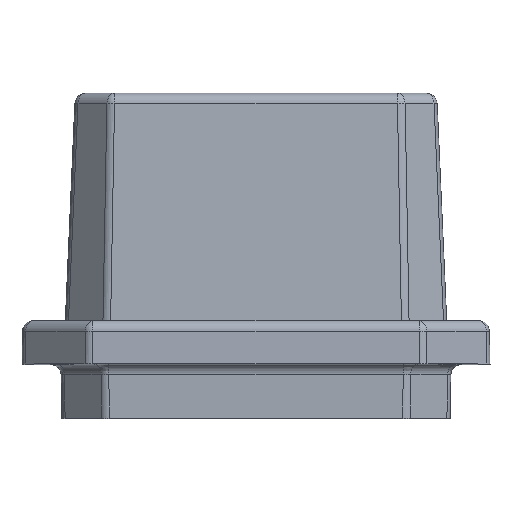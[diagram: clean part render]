
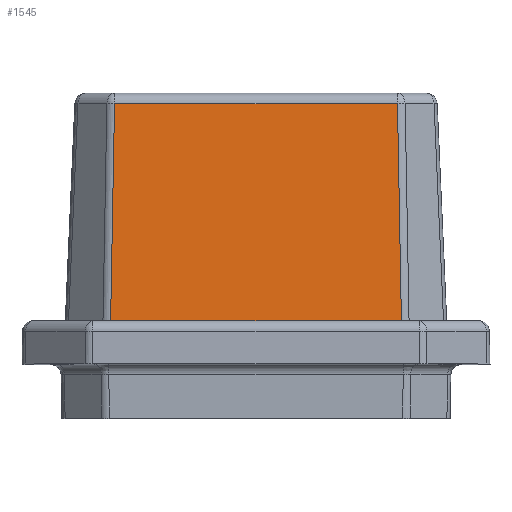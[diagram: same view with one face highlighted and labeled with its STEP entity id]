
A CAD part, top view. The second image highlights one B-rep face of the part: STEP entity #1545.
In plain terms, the highlighted planar face has unit normal (0, 0.044, 0.999).
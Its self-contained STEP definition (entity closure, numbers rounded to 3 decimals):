
#21 = EDGE_CURVE ( 'NONE', #2201, #2120, #1298, .T. ) ;
#577 = CARTESIAN_POINT ( 'NONE',  ( -14.735, 83.261, -10.819 ) ) ;
#600 = DIRECTION ( 'NONE',  ( -1., 0., 0. ) ) ;
#697 = CARTESIAN_POINT ( 'NONE',  ( -21.355, 78.25, -10.6 ) ) ;
#698 = EDGE_CURVE ( 'NONE', #1458, #2558, #2818, .T. ) ;
#750 = EDGE_CURVE ( 'NONE', #2201, #1458, #2355, .T. ) ;
#786 = CARTESIAN_POINT ( 'NONE',  ( -21.353, 78.374, -10.605 ) ) ;
#901 = VECTOR ( 'NONE', #3343, 1000. ) ;
#1091 = DIRECTION ( 'NONE',  ( 0., -0.999, 0.044 ) ) ;
#1252 = ORIENTED_EDGE ( 'NONE', *, *, #1707, .T. ) ;
#1278 = AXIS2_PLACEMENT_3D ( 'NONE', #2769, #2857, #1091 ) ;
#1298 = LINE ( 'NONE', #1426, #3500 ) ;
#1308 = CARTESIAN_POINT ( 'NONE',  ( -14.5, 83.261, -10.819 ) ) ;
#1312 = DIRECTION ( 'NONE',  ( -0.018, -0.999, 0.044 ) ) ;
#1426 = CARTESIAN_POINT ( 'NONE',  ( -14.5, 78.25, -10.6 ) ) ;
#1458 = VERTEX_POINT ( 'NONE', #577 ) ;
#1545 = ADVANCED_FACE ( 'NONE', ( #3336 ), #3289, .T. ) ;
#1644 = CARTESIAN_POINT ( 'NONE',  ( -14.645, 78.247, -10.6 ) ) ;
#1707 = EDGE_CURVE ( 'NONE', #2558, #2120, #2803, .T. ) ;
#1931 = DIRECTION ( 'NONE',  ( -1., 0., 0. ) ) ;
#2000 = ORIENTED_EDGE ( 'NONE', *, *, #698, .T. ) ;
#2030 = VECTOR ( 'NONE', #1312, 1000. ) ;
#2039 = CARTESIAN_POINT ( 'NONE',  ( -14.645, 78.25, -10.6 ) ) ;
#2089 = EDGE_LOOP ( 'NONE', ( #2814, #3204, #2000, #1252 ) ) ;
#2120 = VERTEX_POINT ( 'NONE', #697 ) ;
#2201 = VERTEX_POINT ( 'NONE', #2039 ) ;
#2355 = LINE ( 'NONE', #1644, #901 ) ;
#2412 = CARTESIAN_POINT ( 'NONE',  ( -21.265, 83.261, -10.819 ) ) ;
#2558 = VERTEX_POINT ( 'NONE', #2412 ) ;
#2769 = CARTESIAN_POINT ( 'NONE',  ( -14.5, 78.25, -10.6 ) ) ;
#2803 = LINE ( 'NONE', #786, #2030 ) ;
#2814 = ORIENTED_EDGE ( 'NONE', *, *, #21, .F. ) ;
#2818 = LINE ( 'NONE', #1308, #3182 ) ;
#2857 = DIRECTION ( 'NONE',  ( 0., 0.044, 0.999 ) ) ;
#3182 = VECTOR ( 'NONE', #600, 1000. ) ;
#3204 = ORIENTED_EDGE ( 'NONE', *, *, #750, .T. ) ;
#3289 = PLANE ( 'NONE',  #1278 ) ;
#3336 = FACE_OUTER_BOUND ( 'NONE', #2089, .T. ) ;
#3343 = DIRECTION ( 'NONE',  ( -0.018, 0.999, -0.044 ) ) ;
#3500 = VECTOR ( 'NONE', #1931, 1000. ) ;
